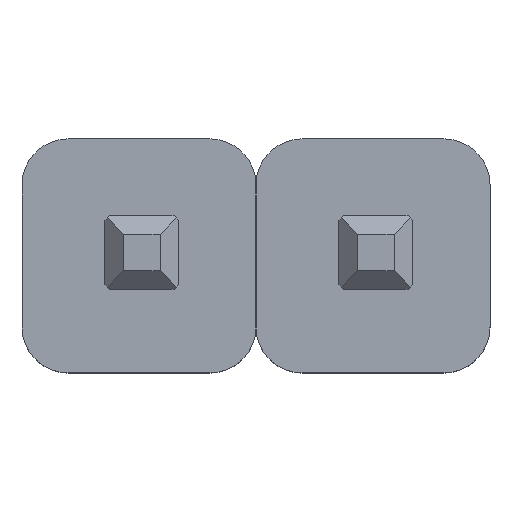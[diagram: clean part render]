
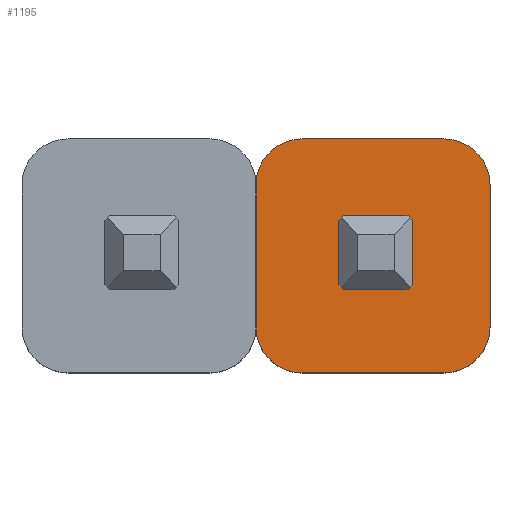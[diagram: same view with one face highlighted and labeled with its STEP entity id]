
A CAD part, top view. The second image highlights one B-rep face of the part: STEP entity #1195.
In plain terms, the highlighted planar face has unit normal (0, 0, 1).
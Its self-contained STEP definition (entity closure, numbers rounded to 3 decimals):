
#19=CIRCLE('',#1271,0.5);
#24=CIRCLE('',#1279,0.5);
#25=CIRCLE('',#1282,0.5);
#26=CIRCLE('',#1285,0.5);
#83=FACE_OUTER_BOUND('',#150,.T.);
#150=EDGE_LOOP('',(#929,#930,#931,#932,#933,#934,#935,#936));
#249=LINE('',#1791,#401);
#255=LINE('',#1811,#407);
#258=LINE('',#1819,#410);
#260=LINE('',#1825,#412);
#401=VECTOR('',#1452,10.);
#407=VECTOR('',#1472,10.);
#410=VECTOR('',#1481,10.);
#412=VECTOR('',#1489,10.);
#529=VERTEX_POINT('',#1778);
#530=VERTEX_POINT('',#1779);
#534=VERTEX_POINT('',#1789);
#540=VERTEX_POINT('',#1805);
#541=VERTEX_POINT('',#1809);
#542=VERTEX_POINT('',#1813);
#543=VERTEX_POINT('',#1817);
#544=VERTEX_POINT('',#1821);
#661=EDGE_CURVE('',#529,#530,#19,.T.);
#667=EDGE_CURVE('',#529,#534,#249,.T.);
#674=EDGE_CURVE('',#540,#534,#24,.T.);
#677=EDGE_CURVE('',#540,#541,#255,.T.);
#678=EDGE_CURVE('',#542,#541,#25,.T.);
#681=EDGE_CURVE('',#542,#543,#258,.T.);
#682=EDGE_CURVE('',#544,#543,#26,.T.);
#684=EDGE_CURVE('',#544,#530,#260,.T.);
#929=ORIENTED_EDGE('',*,*,#661,.F.);
#930=ORIENTED_EDGE('',*,*,#667,.T.);
#931=ORIENTED_EDGE('',*,*,#674,.F.);
#932=ORIENTED_EDGE('',*,*,#677,.T.);
#933=ORIENTED_EDGE('',*,*,#678,.F.);
#934=ORIENTED_EDGE('',*,*,#681,.T.);
#935=ORIENTED_EDGE('',*,*,#682,.F.);
#936=ORIENTED_EDGE('',*,*,#684,.T.);
#1133=PLANE('',#1287);
#1195=ADVANCED_FACE('',(#83),#1133,.T.);
#1271=AXIS2_PLACEMENT_3D('',#1780,#1442,#1443);
#1279=AXIS2_PLACEMENT_3D('',#1806,#1466,#1467);
#1282=AXIS2_PLACEMENT_3D('',#1814,#1475,#1476);
#1285=AXIS2_PLACEMENT_3D('',#1822,#1484,#1485);
#1287=AXIS2_PLACEMENT_3D('',#1826,#1490,#1491);
#1442=DIRECTION('center_axis',(0.,0.,
-1.));
#1443=DIRECTION('ref_axis',(1.,0.,0.));
#1452=DIRECTION('',(-1.,0.,0.));
#1466=DIRECTION('center_axis',(0.,0.,-1.));
#1467=DIRECTION('ref_axis',(0.,1.,0.));
#1472=DIRECTION('',(0.,-1.,0.));
#1475=DIRECTION('center_axis',(0.,0.,-1.));
#1476=DIRECTION('ref_axis',(-1.,0.,0.));
#1481=DIRECTION('',(1.,0.,0.));
#1484=DIRECTION('center_axis',(0.,0.,-1.));
#1485=DIRECTION('ref_axis',(0.,-1.,0.));
#1489=DIRECTION('',(0.,1.,0.));
#1490=DIRECTION('center_axis',(0.,0.,1.));
#1491=DIRECTION('ref_axis',(1.,0.,0.));
#1778=CARTESIAN_POINT('',(2.04,1.27,1.5));
#1779=CARTESIAN_POINT('',(2.54,0.77,1.5));
#1780=CARTESIAN_POINT('Origin',(2.04,0.77,1.5));
#1789=CARTESIAN_POINT('',(0.5,1.27,1.5));
#1791=CARTESIAN_POINT('',(2.04,1.27,1.5));
#1805=CARTESIAN_POINT('',(0.,0.77,1.5));
#1806=CARTESIAN_POINT('Origin',(0.5,0.77,1.5));
#1809=CARTESIAN_POINT('',(0.,-0.77,1.5));
#1811=CARTESIAN_POINT('',(0.,0.77,1.5));
#1813=CARTESIAN_POINT('',(0.5,-1.27,1.5));
#1814=CARTESIAN_POINT('Origin',(0.5,-0.77,1.5));
#1817=CARTESIAN_POINT('',(2.04,-1.27,1.5));
#1819=CARTESIAN_POINT('',(0.5,-1.27,1.5));
#1821=CARTESIAN_POINT('',(2.54,-0.77,1.5));
#1822=CARTESIAN_POINT('Origin',(2.04,-0.77,1.5));
#1825=CARTESIAN_POINT('',(2.54,-0.77,1.5));
#1826=CARTESIAN_POINT('Origin',(1.27,-1.28,1.5));
